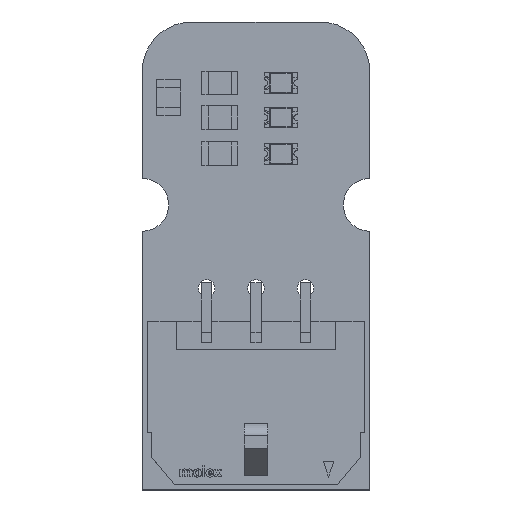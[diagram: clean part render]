
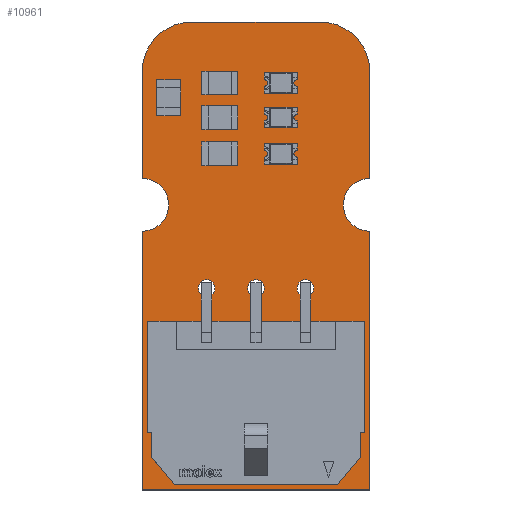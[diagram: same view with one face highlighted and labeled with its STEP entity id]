
A CAD part, top view. The second image highlights one B-rep face of the part: STEP entity #10961.
In plain terms, the highlighted planar face has unit normal (0, 0, 1).
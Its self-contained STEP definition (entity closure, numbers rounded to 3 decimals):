
#531=FACE_BOUND('',#1332,.T.);
#532=FACE_BOUND('',#1333,.T.);
#533=FACE_BOUND('',#1334,.T.);
#534=FACE_BOUND('',#1335,.T.);
#535=FACE_BOUND('',#1336,.T.);
#536=FACE_BOUND('',#1337,.T.);
#537=FACE_BOUND('',#1338,.T.);
#553=CIRCLE('',#11823,1.6);
#555=CIRCLE('',#11827,3.001);
#557=CIRCLE('',#11831,3.001);
#559=CIRCLE('',#11835,1.6);
#561=CIRCLE('',#11839,1.5);
#563=CIRCLE('',#11842,0.51);
#565=CIRCLE('',#11845,0.51);
#567=CIRCLE('',#11848,0.51);
#569=CIRCLE('',#11851,0.51);
#571=CIRCLE('',#11854,0.51);
#573=CIRCLE('',#11857,0.51);
#676=FACE_OUTER_BOUND('',#1331,.T.);
#1331=EDGE_LOOP('',(#7385,#7386,#7387,#7388,#7389,#7390,#7391,#7392,#7393,
#7394));
#1332=EDGE_LOOP('',(#7395));
#1333=EDGE_LOOP('',(#7396));
#1334=EDGE_LOOP('',(#7397));
#1335=EDGE_LOOP('',(#7398));
#1336=EDGE_LOOP('',(#7399));
#1337=EDGE_LOOP('',(#7400));
#1338=EDGE_LOOP('',(#7401));
#1984=LINE('',#15537,#3380);
#1988=LINE('',#15545,#3384);
#1992=LINE('',#15557,#3388);
#1996=LINE('',#15569,#3392);
#2000=LINE('',#15581,#3396);
#2003=LINE('',#15590,#3399);
#3380=VECTOR('',#12598,1.);
#3384=VECTOR('',#12604,1.);
#3388=VECTOR('',#12616,1.);
#3392=VECTOR('',#12628,1.);
#3396=VECTOR('',#12640,1.);
#3399=VECTOR('',#12651,1.);
#4776=VERTEX_POINT('',#15534);
#4777=VERTEX_POINT('',#15536);
#4780=VERTEX_POINT('',#15543);
#4782=VERTEX_POINT('',#15549);
#4784=VERTEX_POINT('',#15555);
#4786=VERTEX_POINT('',#15561);
#4788=VERTEX_POINT('',#15567);
#4790=VERTEX_POINT('',#15573);
#4792=VERTEX_POINT('',#15579);
#4793=VERTEX_POINT('',#15584);
#4795=VERTEX_POINT('',#15593);
#4797=VERTEX_POINT('',#15599);
#4799=VERTEX_POINT('',#15605);
#4801=VERTEX_POINT('',#15611);
#4803=VERTEX_POINT('',#15617);
#4805=VERTEX_POINT('',#15623);
#4807=VERTEX_POINT('',#15629);
#5769=EDGE_CURVE('',#4776,#4777,#1984,.T.);
#5773=EDGE_CURVE('',#4780,#4776,#1988,.T.);
#5776=EDGE_CURVE('',#4782,#4780,#553,.T.);
#5779=EDGE_CURVE('',#4784,#4782,#1992,.T.);
#5782=EDGE_CURVE('',#4786,#4784,#555,.T.);
#5785=EDGE_CURVE('',#4788,#4786,#1996,.T.);
#5788=EDGE_CURVE('',#4790,#4788,#557,.T.);
#5791=EDGE_CURVE('',#4792,#4790,#2000,.T.);
#5793=EDGE_CURVE('',#4793,#4792,#559,.T.);
#5796=EDGE_CURVE('',#4777,#4793,#2003,.T.);
#5798=EDGE_CURVE('',#4795,#4795,#561,.T.);
#5801=EDGE_CURVE('',#4797,#4797,#563,.T.);
#5804=EDGE_CURVE('',#4799,#4799,#565,.T.);
#5807=EDGE_CURVE('',#4801,#4801,#567,.T.);
#5810=EDGE_CURVE('',#4803,#4803,#569,.T.);
#5813=EDGE_CURVE('',#4805,#4805,#571,.T.);
#5816=EDGE_CURVE('',#4807,#4807,#573,.T.);
#7385=ORIENTED_EDGE('',*,*,#5769,.F.);
#7386=ORIENTED_EDGE('',*,*,#5773,.F.);
#7387=ORIENTED_EDGE('',*,*,#5776,.F.);
#7388=ORIENTED_EDGE('',*,*,#5779,.F.);
#7389=ORIENTED_EDGE('',*,*,#5782,.F.);
#7390=ORIENTED_EDGE('',*,*,#5785,.F.);
#7391=ORIENTED_EDGE('',*,*,#5788,.F.);
#7392=ORIENTED_EDGE('',*,*,#5791,.F.);
#7393=ORIENTED_EDGE('',*,*,#5793,.F.);
#7394=ORIENTED_EDGE('',*,*,#5796,.F.);
#7395=ORIENTED_EDGE('',*,*,#5798,.F.);
#7396=ORIENTED_EDGE('',*,*,#5801,.F.);
#7397=ORIENTED_EDGE('',*,*,#5804,.F.);
#7398=ORIENTED_EDGE('',*,*,#5807,.F.);
#7399=ORIENTED_EDGE('',*,*,#5810,.F.);
#7400=ORIENTED_EDGE('',*,*,#5813,.F.);
#7401=ORIENTED_EDGE('',*,*,#5816,.F.);
#10371=PLANE('',#11860);
#10961=ADVANCED_FACE('',(#676,#531,#532,#533,#534,#535,#536,#537),#10371,
 .F.);
#11823=AXIS2_PLACEMENT_3D('',#15551,#12609,#12610);
#11827=AXIS2_PLACEMENT_3D('',#15563,#12621,#12622);
#11831=AXIS2_PLACEMENT_3D('',#15575,#12633,#12634);
#11835=AXIS2_PLACEMENT_3D('',#15585,#12644,#12645);
#11839=AXIS2_PLACEMENT_3D('',#15594,#12655,#12656);
#11842=AXIS2_PLACEMENT_3D('',#15600,#12662,#12663);
#11845=AXIS2_PLACEMENT_3D('',#15606,#12669,#12670);
#11848=AXIS2_PLACEMENT_3D('',#15612,#12676,#12677);
#11851=AXIS2_PLACEMENT_3D('',#15618,#12683,#12684);
#11854=AXIS2_PLACEMENT_3D('',#15624,#12690,#12691);
#11857=AXIS2_PLACEMENT_3D('',#15630,#12697,#12698);
#11860=AXIS2_PLACEMENT_3D('',#15635,#12704,#12705);
#12598=DIRECTION('',(-1.,0.,0.));
#12604=DIRECTION('',(0.,-1.,0.));
#12609=DIRECTION('center_axis',(0.,0.,1.));
#12610=DIRECTION('ref_axis',(1.,0.,0.));
#12616=DIRECTION('',(0.,-1.,0.));
#12621=DIRECTION('center_axis',(0.,0.,-1.));
#12622=DIRECTION('ref_axis',(0.,1.,0.));
#12628=DIRECTION('',(1.,0.,0.));
#12633=DIRECTION('center_axis',(0.,0.,-1.));
#12634=DIRECTION('ref_axis',(-1.,0.,0.));
#12640=DIRECTION('',(0.,1.,0.));
#12644=DIRECTION('center_axis',(0.,0.,1.));
#12645=DIRECTION('ref_axis',(1.,0.,0.));
#12651=DIRECTION('',(0.,1.,0.));
#12655=DIRECTION('center_axis',(0.,0.,1.));
#12656=DIRECTION('ref_axis',(1.,0.,0.));
#12662=DIRECTION('center_axis',(0.,0.,1.));
#12663=DIRECTION('ref_axis',(1.,0.,0.));
#12669=DIRECTION('center_axis',(0.,0.,1.));
#12670=DIRECTION('ref_axis',(1.,0.,0.));
#12676=DIRECTION('center_axis',(0.,0.,1.));
#12677=DIRECTION('ref_axis',(1.,0.,0.));
#12683=DIRECTION('center_axis',(0.,0.,1.));
#12684=DIRECTION('ref_axis',(1.,0.,0.));
#12690=DIRECTION('center_axis',(0.,0.,1.));
#12691=DIRECTION('ref_axis',(1.,0.,0.));
#12697=DIRECTION('center_axis',(0.,0.,1.));
#12698=DIRECTION('ref_axis',(1.,0.,0.));
#12704=DIRECTION('center_axis',(0.,0.,-1.));
#12705=DIRECTION('ref_axis',(-1.,0.,0.));
#15534=CARTESIAN_POINT('',(39.2,25.4,0.411));
#15536=CARTESIAN_POINT('',(25.4,25.4,0.411));
#15537=CARTESIAN_POINT('',(39.2,25.4,0.411));
#15543=CARTESIAN_POINT('',(39.2,41.1,0.411));
#15545=CARTESIAN_POINT('',(39.2,50.8,0.411));
#15549=CARTESIAN_POINT('',(39.2,44.3,0.411));
#15551=CARTESIAN_POINT('Origin',(39.2,42.7,0.411));
#15555=CARTESIAN_POINT('',(39.2,50.8,0.411));
#15557=CARTESIAN_POINT('',(39.2,50.8,0.411));
#15561=CARTESIAN_POINT('',(36.2,53.8,0.411));
#15563=CARTESIAN_POINT('Origin',(36.199,50.799,0.411));
#15567=CARTESIAN_POINT('',(28.4,53.8,0.411));
#15569=CARTESIAN_POINT('',(28.4,53.8,0.411));
#15573=CARTESIAN_POINT('',(25.4,50.8,0.411));
#15575=CARTESIAN_POINT('Origin',(28.401,50.799,0.411));
#15579=CARTESIAN_POINT('',(25.4,44.3,0.411));
#15581=CARTESIAN_POINT('',(25.4,25.4,0.411));
#15584=CARTESIAN_POINT('',(25.4,41.1,0.411));
#15585=CARTESIAN_POINT('Origin',(25.4,42.7,0.411));
#15590=CARTESIAN_POINT('',(25.4,25.4,0.411));
#15593=CARTESIAN_POINT('',(30.8,30.325,0.411));
#15594=CARTESIAN_POINT('Origin',(32.3,30.325,0.411));
#15599=CARTESIAN_POINT('',(34.79,34.645,0.411));
#15600=CARTESIAN_POINT('Origin',(35.3,34.645,0.411));
#15605=CARTESIAN_POINT('',(34.79,37.645,0.411));
#15606=CARTESIAN_POINT('Origin',(35.3,37.645,0.411));
#15611=CARTESIAN_POINT('',(31.79,34.645,0.411));
#15612=CARTESIAN_POINT('Origin',(32.3,34.645,0.411));
#15617=CARTESIAN_POINT('',(28.79,34.645,0.411));
#15618=CARTESIAN_POINT('Origin',(29.3,34.645,0.411));
#15623=CARTESIAN_POINT('',(31.79,37.645,0.411));
#15624=CARTESIAN_POINT('Origin',(32.3,37.645,0.411));
#15629=CARTESIAN_POINT('',(28.79,37.645,0.411));
#15630=CARTESIAN_POINT('Origin',(29.3,37.645,0.411));
#15635=CARTESIAN_POINT('Origin',(32.3,39.115,0.411));
